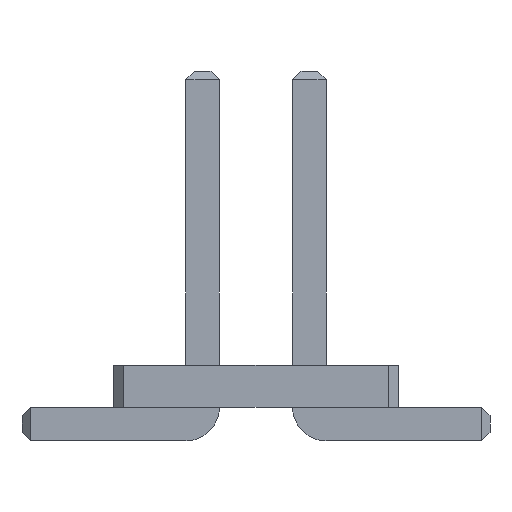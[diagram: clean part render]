
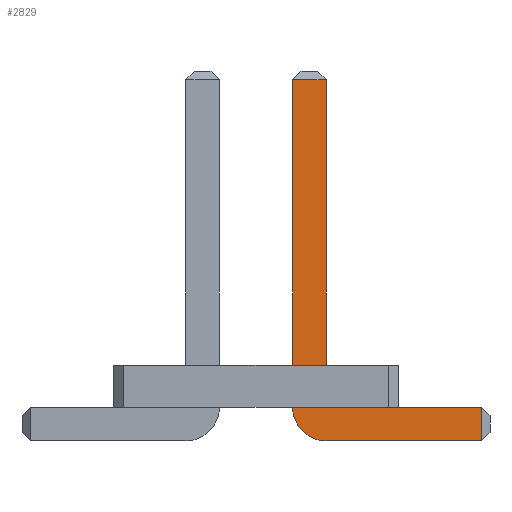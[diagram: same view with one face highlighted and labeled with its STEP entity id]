
A CAD part, front view. The second image highlights one B-rep face of the part: STEP entity #2829.
In plain terms, the highlighted planar face has unit normal (0, -1, 0).
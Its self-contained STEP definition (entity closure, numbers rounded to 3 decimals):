
#13=DIRECTION('',(0.,0.,1.));
#67=DIRECTION('',(1.,0.,0.));
#1238=VECTOR('',#67,1.);
#1249=DIRECTION('',(0.,1.,0.));
#1291=DIRECTION('',(-1.,0.,0.));
#2459=VECTOR('',#1291,1.);
#2640=DIRECTION('',(-0.,1.,0.));
#2641=DIRECTION('',(0.,0.,-1.));
#2648=VECTOR('',#2649,1.);
#2649=DIRECTION('',(0.,0.,1.));
#2660=VECTOR('',#2641,1.);
#2678=VERTEX_POINT('',#2679);
#2679=CARTESIAN_POINT('',(2.685,-12.9,0.));
#2682=ORIENTED_EDGE('',*,*,#2683,.T.);
#2683=EDGE_CURVE('',#2678,#2684,#2686,.T.);
#2684=VERTEX_POINT('',#2685);
#2685=CARTESIAN_POINT('',(0.835,-12.9,0.));
#2686=LINE('',#2687,#2459);
#2687=CARTESIAN_POINT('',(2.785,-12.9,0.));
#2724=VERTEX_POINT('',#2725);
#2725=CARTESIAN_POINT('',(0.435,-12.9,0.4));
#2728=EDGE_CURVE('',#2684,#2724,#2729,.T.);
#2729=CIRCLE('',#2730,0.4);
#2730=AXIS2_PLACEMENT_3D('',#2731,#2640,#2641);
#2731=CARTESIAN_POINT('',(0.835,-12.9,0.4));
#2740=VERTEX_POINT('',#2731);
#2742=ORIENTED_EDGE('',*,*,#2743,.T.);
#2743=EDGE_CURVE('',#2740,#2744,#2746,.T.);
#2744=VERTEX_POINT('',#2745);
#2745=CARTESIAN_POINT('',(2.685,-12.9,0.4));
#2746=LINE('',#2731,#1238);
#2756=ORIENTED_EDGE('',*,*,#2757,.T.);
#2757=EDGE_CURVE('',#2724,#2758,#2760,.T.);
#2758=VERTEX_POINT('',#2759);
#2759=CARTESIAN_POINT('',(0.435,-12.9,4.3));
#2760=LINE('',#2761,#2648);
#2761=CARTESIAN_POINT('',(0.435,-12.9,0.));
#2774=VERTEX_POINT('',#2775);
#2775=CARTESIAN_POINT('',(0.835,-12.9,4.3));
#2777=ORIENTED_EDGE('',*,*,#2778,.T.);
#2778=EDGE_CURVE('',#2774,#2740,#2779,.T.);
#2779=LINE('',#2780,#2660);
#2780=CARTESIAN_POINT('',(0.835,-12.9,4.4));
#2829=ADVANCED_FACE('',(#2830),#2839,.F.);
#2830=FACE_BOUND('',#2831,.F.);
#2831=EDGE_LOOP('',(#2682,#2832,#2756,#2833,#2777,#2742,#2836));
#2832=ORIENTED_EDGE('',*,*,#2728,.T.);
#2833=ORIENTED_EDGE('',*,*,#2834,.T.);
#2834=EDGE_CURVE('',#2758,#2774,#2835,.T.);
#2835=LINE('',#2759,#1238);
#2836=ORIENTED_EDGE('',*,*,#2837,.T.);
#2837=EDGE_CURVE('',#2744,#2678,#2838,.T.);
#2838=LINE('',#2745,#2660);
#2839=PLANE('',#2840);
#2840=AXIS2_PLACEMENT_3D('',#2841,#1249,#13);
#2841=CARTESIAN_POINT('',(1.032,-12.9,1.622));
